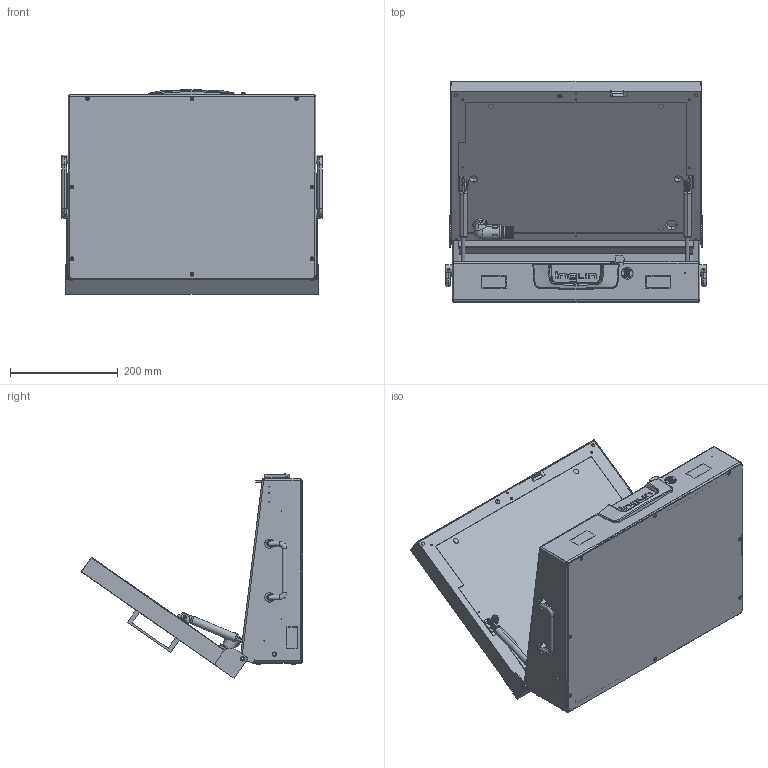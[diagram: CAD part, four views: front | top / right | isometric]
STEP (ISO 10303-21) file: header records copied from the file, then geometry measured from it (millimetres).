
FILE_DESCRIPTION (( 'STEP AP214' ), '1' );
FILE_NAME ('INGUN_114633_open.STEP', '2024-03-11T08:28:56', ( '' ), ( '' ), 'SwSTEP 2.0', 'SolidWorks 2021', '' );
FILE_SCHEMA (( 'AUTOMOTIVE_DESIGN' ));
Length unit declared in the file: millimetre
Products named in the file (47): DIN912~n_M04,0x012; 113673~0_S; DIN985-A2~n_M04,0; 113753~1_S; 114196_002~0; INGUN_114633_open; 112026~0_Mitte<S>; 113752~0_S; 114196_004~0_S; 111995~2_S; 113783~0_S; 2497-1~0_6,3 mm Auge <Standard>; 11655~0; 112992~2_S; 113750~2_KUNDE<S>; 113784~1_S; 34848~0_ausgefahren 180<Standard>; Gewindebuchse~n_M04-07,5 offen; 113674~0; 49317~0; 113711~0_S; 11657~0; 112024~0_S; ISO7380~n_M03,0x005; 114196_003~0; 113751~0_S; 104093~2_KUNDE<S>; 2497-1~0; 114196_001~0; 32171~0_S; 115767~0_S; 114196~0; 19420~3; 112025~3_S; DIN7991~n_M03,0x006; 112087~2_S; ISO7380~n_M04,0x012; 2497-2~0_6,3 mm Auge <Standard>; 1607~1; 34848~0 ...
Assembly tree (75 placements, depth 5):
  INGUN_114633_open
    113783~0_S
      113784~1_S
      32171~0_S
      112024~0_S
      112025~3_S
      DIN125~n_04,3 M04,0
      DIN985-A2~n_M04,0
      DIN912~n_M04,0x012
      112026~0_Mitte<S>
      112992~2_S  x2
      49317~0  x2
      ISO7380~n_M03,0x005
      114196~0  x2
        114196_001~0
        114196_002~0
        114196_003~0
        114196_004~0_S
      114364~0_S
    113750~2_KUNDE<S>
      115767~0_S
        113751~0_S
        Gewindebuchse~n_M04-07,5 offen  x4
      113752~0_S
      113753~1_S
      104093~2_KUNDE<S>
      1607~1  x2
      ISO7380~n_M04,0x012  x4
      112176~0_S  x2
        112087~2_S
          111995~2_S
          115289~0_S
        49317~0
      19420~3
      11657~0
      11655~0
    34848~0_ausgefahren 180<Standard>
      2497-1~0
      2497-2~0
    34848~0
      2497-1~0_6,3 mm Auge <Standard>
      2497-2~0_6,3 mm Auge <Standard>
    113711~0_S
      113712~0
      DIN7991~n_M03,0x006  x8
    113673~0_S
      113674~0
      DIN125~n_04,3 M04,0  x4
      ISO7380~n_M04,0x008  x4
Bounding box: 484 x 411.48 x 379.96 mm (x, y, z)
Volume: 3594961 mm3; surface area: 1742876.2 mm2
Topology: 78 solids, 78 shells, 3059 faces, 7588 edges, 4866 vertices
Faces by surface type: plane 1402, cylinder 1244, cone 208, bspline 101, torus 92, sphere 12
Entity records: 72462 total; most frequent: CARTESIAN_POINT 23880, DIRECTION 9852, ORIENTED_EDGE 9348, EDGE_CURVE 4674, AXIS2_PLACEMENT_3D 3692, VERTEX_POINT 3002, LINE 2468, VECTOR 2468
